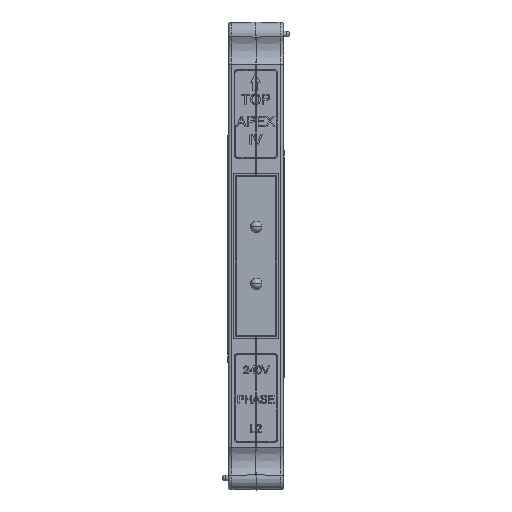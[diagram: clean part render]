
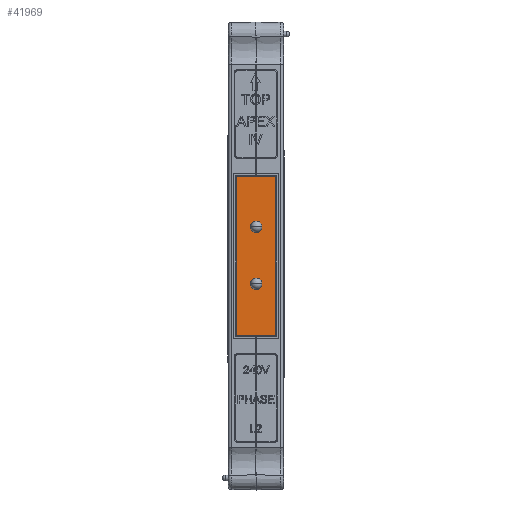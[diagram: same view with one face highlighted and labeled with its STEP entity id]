
A CAD part, top view. The second image highlights one B-rep face of the part: STEP entity #41969.
In plain terms, the highlighted planar face has unit normal (0, 0, 1).
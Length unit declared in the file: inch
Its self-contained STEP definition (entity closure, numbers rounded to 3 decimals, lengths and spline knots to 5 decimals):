
#184 = AXIS2_PLACEMENT_3D ( 'NONE', #15653, #11731, #48204 ) ;
#2379 = VERTEX_POINT ( 'NONE', #9283 ) ;
#2658 = EDGE_CURVE ( 'NONE', #2379, #8761, #43910, .T. ) ;
#2676 = EDGE_CURVE ( 'NONE', #40358, #23743, #6530, .T. ) ;
#5255 = EDGE_CURVE ( 'NONE', #47109, #20076, #18179, .T. ) ;
#6199 = DIRECTION ( 'NONE',  ( -1., 0., 0. ) ) ;
#6361 = EDGE_LOOP ( 'NONE', ( #25483, #11769 ) ) ;
#6530 = LINE ( 'NONE', #42872, #26210 ) ;
#6711 = FACE_BOUND ( 'NONE', #41940, .T. ) ;
#8550 = CARTESIAN_POINT ( 'NONE',  ( -1.18975, 0.6032, 0.04 ) ) ;
#8761 = VERTEX_POINT ( 'NONE', #24394 ) ;
#8866 = CIRCLE ( 'NONE', #184, 0.1 ) ;
#9072 = DIRECTION ( 'NONE',  ( 1., 0., 0. ) ) ;
#9283 = CARTESIAN_POINT ( 'NONE',  ( -1.68475, 1.53222, 0.04 ) ) ;
#9407 = AXIS2_PLACEMENT_3D ( 'NONE', #17969, #49912, #25751 ) ;
#10353 = DIRECTION ( 'NONE',  ( 0., 1., 0. ) ) ;
#11191 = CARTESIAN_POINT ( 'NONE',  ( -1.18975, -0.3968, 0.04 ) ) ;
#11731 = DIRECTION ( 'NONE',  ( 0., 0., -1. ) ) ;
#11769 = ORIENTED_EDGE ( 'NONE', *, *, #5255, .F. ) ;
#11991 = VECTOR ( 'NONE', #51605, 39.37008 ) ;
#13978 = EDGE_CURVE ( 'NONE', #22667, #21074, #8866, .T. ) ;
#14398 = CIRCLE ( 'NONE', #37730, 0.1 ) ;
#15653 = CARTESIAN_POINT ( 'NONE',  ( -1.28975, -0.3968, 0.04 ) ) ;
#16347 = CARTESIAN_POINT ( 'NONE',  ( -1.28975, 0.6032, 0.04 ) ) ;
#17969 = CARTESIAN_POINT ( 'NONE',  ( -1.28975, 0.6032, 0.04 ) ) ;
#18179 = CIRCLE ( 'NONE', #9407, 0.1 ) ;
#18502 = EDGE_LOOP ( 'NONE', ( #29897, #35227, #19517, #22054 ) ) ;
#18668 = CARTESIAN_POINT ( 'NONE',  ( -1.38975, -0.3968, 0.04 ) ) ;
#18950 = EDGE_CURVE ( 'NONE', #21074, #22667, #14398, .T. ) ;
#19517 = ORIENTED_EDGE ( 'NONE', *, *, #2676, .T. ) ;
#20076 = VERTEX_POINT ( 'NONE', #8550 ) ;
#20947 = LINE ( 'NONE', #31527, #11991 ) ;
#20986 = CARTESIAN_POINT ( 'NONE',  ( -0.89475, 1.53222, 0.04 ) ) ;
#21074 = VERTEX_POINT ( 'NONE', #11191 ) ;
#22054 = ORIENTED_EDGE ( 'NONE', *, *, #35383, .F. ) ;
#22184 = CIRCLE ( 'NONE', #44967, 0.1 ) ;
#22438 = DIRECTION ( 'NONE',  ( -1., 0., 0. ) ) ;
#22667 = VERTEX_POINT ( 'NONE', #18668 ) ;
#23576 = ORIENTED_EDGE ( 'NONE', *, *, #18950, .T. ) ;
#23743 = VERTEX_POINT ( 'NONE', #20986 ) ;
#24282 = VECTOR ( 'NONE', #46792, 39.37008 ) ;
#24394 = CARTESIAN_POINT ( 'NONE',  ( -1.68475, -1.35778, 0.04 ) ) ;
#24534 = DIRECTION ( 'NONE',  ( 0., 0., 1. ) ) ;
#25483 = ORIENTED_EDGE ( 'NONE', *, *, #48783, .F. ) ;
#25751 = DIRECTION ( 'NONE',  ( 1., 0., 0. ) ) ;
#26210 = VECTOR ( 'NONE', #10353, 39.37008 ) ;
#26397 = DIRECTION ( 'NONE',  ( 0., 0., -1. ) ) ;
#26475 = DIRECTION ( 'NONE',  ( 0., 0., -1. ) ) ;
#26838 = CARTESIAN_POINT ( 'NONE',  ( -1.38975, 0.6032, 0.04 ) ) ;
#28966 = FACE_BOUND ( 'NONE', #6361, .T. ) ;
#29180 = ORIENTED_EDGE ( 'NONE', *, *, #13978, .T. ) ;
#29328 = CARTESIAN_POINT ( 'NONE',  ( -0.89475, -1.35778, 0.04 ) ) ;
#29897 = ORIENTED_EDGE ( 'NONE', *, *, #2658, .T. ) ;
#31267 = AXIS2_PLACEMENT_3D ( 'NONE', #38481, #26475, #46606 ) ;
#31527 = CARTESIAN_POINT ( 'NONE',  ( -1.68475, 1.53222, 0.04 ) ) ;
#34901 = CARTESIAN_POINT ( 'NONE',  ( -1.28975, -0.3968, 0.04 ) ) ;
#35227 = ORIENTED_EDGE ( 'NONE', *, *, #48351, .F. ) ;
#35383 = EDGE_CURVE ( 'NONE', #2379, #23743, #20947, .T. ) ;
#37730 = AXIS2_PLACEMENT_3D ( 'NONE', #34901, #26397, #6199 ) ;
#37776 = CARTESIAN_POINT ( 'NONE',  ( -1.68475, 1.53222, 0.04 ) ) ;
#38481 = CARTESIAN_POINT ( 'NONE',  ( -1.68475, -1.35778, 0.04 ) ) ;
#40358 = VERTEX_POINT ( 'NONE', #29328 ) ;
#41940 = EDGE_LOOP ( 'NONE', ( #23576, #29180 ) ) ;
#41969 = ADVANCED_FACE ( 'NONE', ( #47886, #28966, #6711 ), #50805, .F. ) ;
#42872 = CARTESIAN_POINT ( 'NONE',  ( -0.89475, -1.35778, 0.04 ) ) ;
#43910 = LINE ( 'NONE', #37776, #24282 ) ;
#44967 = AXIS2_PLACEMENT_3D ( 'NONE', #16347, #24534, #9072 ) ;
#45638 = LINE ( 'NONE', #46641, #50036 ) ;
#46606 = DIRECTION ( 'NONE',  ( -1., 0., 0. ) ) ;
#46641 = CARTESIAN_POINT ( 'NONE',  ( -0.89475, -1.35778, 0.04 ) ) ;
#46792 = DIRECTION ( 'NONE',  ( 0., -1., 0. ) ) ;
#47109 = VERTEX_POINT ( 'NONE', #26838 ) ;
#47886 = FACE_OUTER_BOUND ( 'NONE', #18502, .T. ) ;
#48204 = DIRECTION ( 'NONE',  ( -1., 0., 0. ) ) ;
#48351 = EDGE_CURVE ( 'NONE', #40358, #8761, #45638, .T. ) ;
#48783 = EDGE_CURVE ( 'NONE', #20076, #47109, #22184, .T. ) ;
#49912 = DIRECTION ( 'NONE',  ( 0., 0., 1. ) ) ;
#50036 = VECTOR ( 'NONE', #22438, 39.37008 ) ;
#50805 = PLANE ( 'NONE',  #31267 ) ;
#51605 = DIRECTION ( 'NONE',  ( 1., 0., 0. ) ) ;
